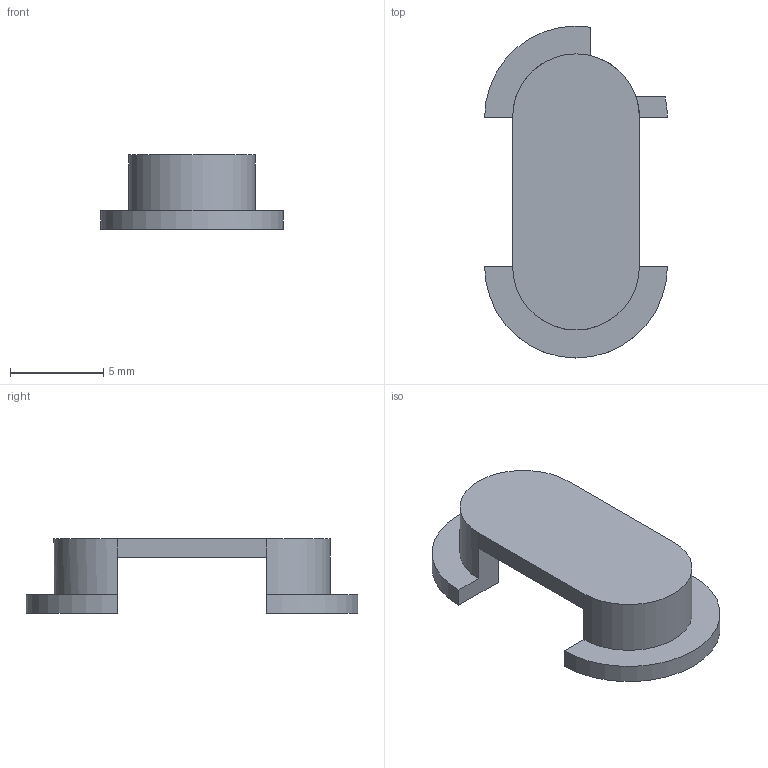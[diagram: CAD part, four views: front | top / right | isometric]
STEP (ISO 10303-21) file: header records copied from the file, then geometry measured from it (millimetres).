
FILE_DESCRIPTION (( 'STEP AP214' ), '1' );
FILE_NAME ('偌瑩簽 - 萵掛.STEP', '2025-03-09T07:52:01', ( '' ), ( '' ), 'SwSTEP 2.0', 'SolidWorks 2024', '' );
FILE_SCHEMA (( 'AUTOMOTIVE_DESIGN' ));
Length unit declared in the file: millimetre
Products named in the file (1): 按键帽 - 副本
Bounding box: 9.8 x 17.8 x 4 mm (x, y, z)
Volume: 204.2 mm3; surface area: 413.4 mm2
Topology: 1 solids, 1 shells, 24 faces, 62 edges, 40 vertices
Faces by surface type: plane 16, cylinder 8
Entity records: 756 total; most frequent: DIRECTION 131, CARTESIAN_POINT 127, ORIENTED_EDGE 124, EDGE_CURVE 62, AXIS2_PLACEMENT_3D 44, VECTOR 43, LINE 43, VERTEX_POINT 40
